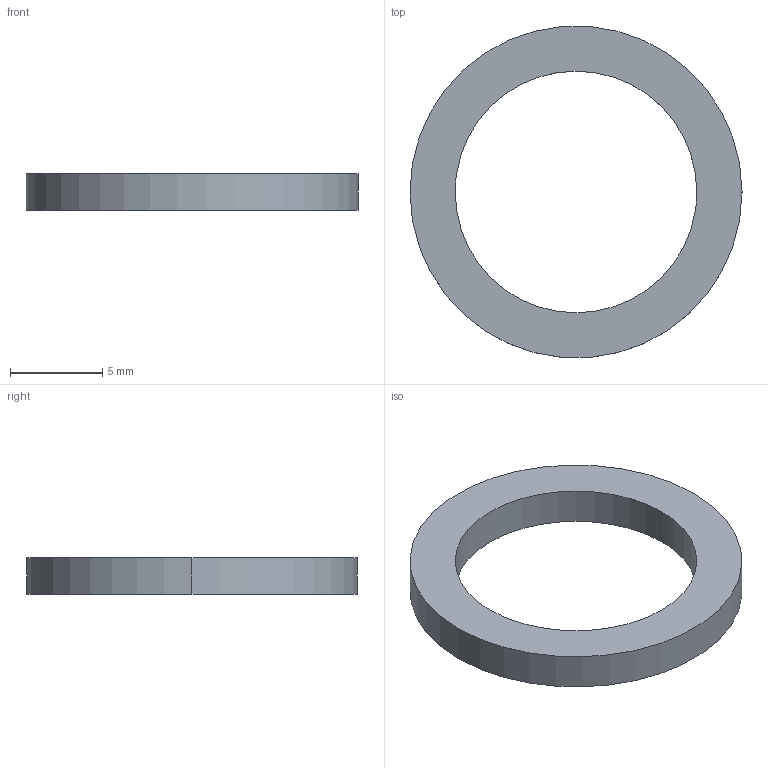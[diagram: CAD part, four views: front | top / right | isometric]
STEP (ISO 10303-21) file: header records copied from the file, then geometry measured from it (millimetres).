
FILE_DESCRIPTION(( 'MX.30.00.14.stp' ), '1');
FILE_NAME( 'MX.30.00.14.stp', '2018-11-13T11:37:04',( 'Sopra'),('sopra-pneumatic.com'), 'SwSTEP 2.0','SolidWorks 2009','' );
FILE_SCHEMA (('CONFIG_CONTROL_DESIGN'));
Length unit declared in the file: millimetre
Products named in the file (1): Document
Bounding box: 18 x 17.93 x 2 mm (x, y, z)
Volume: 239.1 mm3; surface area: 434.8 mm2
Topology: 1 solids, 1 shells, 6 faces, 14 edges, 10 vertices
Faces by surface type: bspline 4, plane 2
Entity records: 347 total; most frequent: CARTESIAN_POINT 159, ORIENTED_EDGE 24, B_SPLINE_CURVE_WITH_KNOTS 14, EDGE_CURVE 12, EDGE_LOOP 8, VERTEX_POINT 8, DIRECTION 8, ORGANIZATION 7
